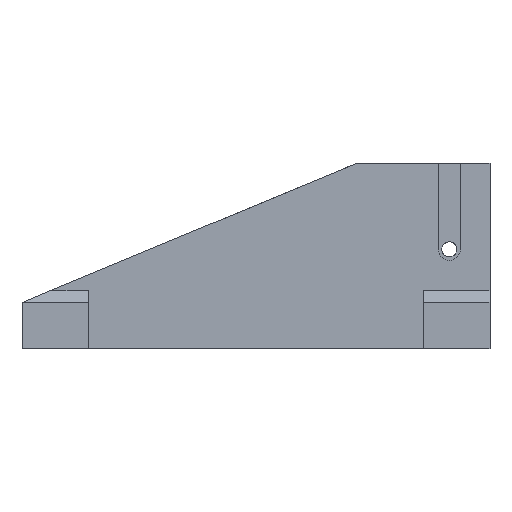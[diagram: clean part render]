
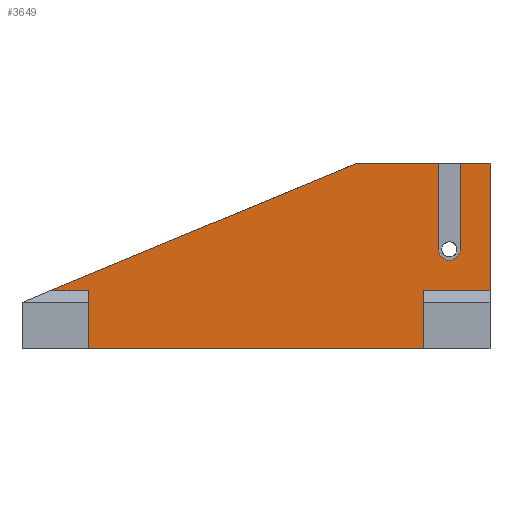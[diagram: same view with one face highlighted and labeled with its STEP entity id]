
A CAD part, front view. The second image highlights one B-rep face of the part: STEP entity #3649.
In plain terms, the highlighted planar face has unit normal (0, -1, 0).
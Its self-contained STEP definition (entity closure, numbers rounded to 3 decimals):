
#5 = ORIENTED_EDGE ( 'NONE', *, *, #3596, .F. ) ;
#6 = EDGE_CURVE ( 'NONE', #3582, #3727, #105, .T. ) ;
#95 = VERTEX_POINT ( 'NONE', #527 ) ;
#105 = LINE ( 'NONE', #106, #3219 ) ;
#106 = CARTESIAN_POINT ( 'NONE',  ( 2.725, -31.5, 15. ) ) ;
#107 = VERTEX_POINT ( 'NONE', #521 ) ;
#113 = EDGE_CURVE ( 'NONE', #3579, #107, #551, .T. ) ;
#143 = ORIENTED_EDGE ( 'NONE', *, *, #3673, .F. ) ;
#163 = ORIENTED_EDGE ( 'NONE', *, *, #3740, .F. ) ;
#521 = CARTESIAN_POINT ( 'NONE',  ( 10.5, -31.5, 28. ) ) ;
#527 = CARTESIAN_POINT ( 'NONE',  ( -9.5, -31.5, 28. ) ) ;
#544 = DIRECTION ( 'NONE',  ( 1., 0., 0. ) ) ;
#545 = VECTOR ( 'NONE', #544, 1000. ) ;
#546 = CARTESIAN_POINT ( 'NONE',  ( -60., -31.5, 28. ) ) ;
#551 = LINE ( 'NONE', #546, #545 ) ;
#623 = DIRECTION ( 'NONE',  ( 0., 0., 1. ) ) ;
#1402 = ORIENTED_EDGE ( 'NONE', *, *, #3707, .F. ) ;
#1627 = CARTESIAN_POINT ( 'NONE',  ( 2.725, -31.5, 15. ) ) ;
#1756 = CARTESIAN_POINT ( 'NONE',  ( 4.375, -31.5, 13.35 ) ) ;
#1766 = CIRCLE ( 'NONE', #1801, 1.65 ) ;
#1788 = CARTESIAN_POINT ( 'NONE',  ( 6.025, -31.5, 15. ) ) ;
#1798 = DIRECTION ( 'NONE',  ( 0., 0., -1. ) ) ;
#1799 = DIRECTION ( 'NONE',  ( 0., -1., 0. ) ) ;
#1800 = CARTESIAN_POINT ( 'NONE',  ( 4.375, -31.5, 15. ) ) ;
#1801 = AXIS2_PLACEMENT_3D ( 'NONE', #1800, #1799, #1798 ) ;
#1885 = LINE ( 'NONE', #1896, #1895 ) ;
#1895 = VECTOR ( 'NONE', #623, 1000. ) ;
#1896 = CARTESIAN_POINT ( 'NONE',  ( 6.025, -31.5, 28. ) ) ;
#2435 = CARTESIAN_POINT ( 'NONE',  ( -50., -31.5, 0. ) ) ;
#2439 = CARTESIAN_POINT ( 'NONE',  ( 6.025, -31.5, 28. ) ) ;
#2497 = CARTESIAN_POINT ( 'NONE',  ( 2.725, -31.5, 28. ) ) ;
#2502 = CARTESIAN_POINT ( 'NONE',  ( -60., -31.5, 0. ) ) ;
#2526 = DIRECTION ( 'NONE',  ( 1., 0., 0. ) ) ;
#2527 = VECTOR ( 'NONE', #2526, 1000. ) ;
#2528 = CARTESIAN_POINT ( 'NONE',  ( -60., -31.5, 28. ) ) ;
#2529 = LINE ( 'NONE', #2528, #2527 ) ;
#2532 = AXIS2_PLACEMENT_3D ( 'NONE', #2583, #2574, #2573 ) ;
#2542 = PLANE ( 'NONE',  #2532 ) ;
#2546 = CARTESIAN_POINT ( 'NONE',  ( -55.671, -31.5, 8.8 ) ) ;
#2549 = DIRECTION ( 'NONE',  ( 1., 0., 0. ) ) ;
#2550 = VECTOR ( 'NONE', #2549, 1000. ) ;
#2553 = LINE ( 'NONE', #2502, #2550 ) ;
#2559 = CARTESIAN_POINT ( 'NONE',  ( 0.5, -31.5, 0. ) ) ;
#2566 = LINE ( 'NONE', #2572, #2614 ) ;
#2567 = CARTESIAN_POINT ( 'NONE',  ( 10.5, -31.5, 28. ) ) ;
#2569 = DIRECTION ( 'NONE',  ( -0.923, 0., -0.384 ) ) ;
#2570 = VECTOR ( 'NONE', #2569, 1000. ) ;
#2571 = CARTESIAN_POINT ( 'NONE',  ( -9.5, -31.5, 28. ) ) ;
#2572 = CARTESIAN_POINT ( 'NONE',  ( -50., -31.5, 0. ) ) ;
#2573 = DIRECTION ( 'NONE',  ( 0., 0., 1. ) ) ;
#2574 = DIRECTION ( 'NONE',  ( 0., 1., 0. ) ) ;
#2577 = LINE ( 'NONE', #2571, #2570 ) ;
#2583 = CARTESIAN_POINT ( 'NONE',  ( -60., -31.5, 28. ) ) ;
#2590 = FACE_OUTER_BOUND ( 'NONE', #3672, .T. ) ;
#2601 = DIRECTION ( 'NONE',  ( 0., 0., 1. ) ) ;
#2602 = VECTOR ( 'NONE', #2601, 1000. ) ;
#2603 = CARTESIAN_POINT ( 'NONE',  ( 0.5, -31.5, 0. ) ) ;
#2606 = DIRECTION ( 'NONE',  ( 0., 0., -1. ) ) ;
#2607 = VECTOR ( 'NONE', #2606, 1000. ) ;
#2608 = CARTESIAN_POINT ( 'NONE',  ( -50., -31.5, 8.8 ) ) ;
#2609 = DIRECTION ( 'NONE',  ( 1., 0., 0. ) ) ;
#2610 = VECTOR ( 'NONE', #2609, 1000. ) ;
#2611 = CARTESIAN_POINT ( 'NONE',  ( -60., -31.5, 8.8 ) ) ;
#2612 = LINE ( 'NONE', #2611, #2610 ) ;
#2613 = DIRECTION ( 'NONE',  ( 0., 0., 1. ) ) ;
#2614 = VECTOR ( 'NONE', #2613, 1000. ) ;
#2619 = LINE ( 'NONE', #2567, #2607 ) ;
#2620 = LINE ( 'NONE', #2603, #2602 ) ;
#2626 = CARTESIAN_POINT ( 'NONE',  ( 10.5, -31.5, 8.8 ) ) ;
#2635 = DIRECTION ( 'NONE',  ( 1., 0., 0. ) ) ;
#2636 = VECTOR ( 'NONE', #2635, 1000. ) ;
#2638 = CARTESIAN_POINT ( 'NONE',  ( -60., -31.5, 8.8 ) ) ;
#2639 = LINE ( 'NONE', #2638, #2636 ) ;
#2650 = CARTESIAN_POINT ( 'NONE',  ( 0.5, -31.5, 8.8 ) ) ;
#2653 = CIRCLE ( 'NONE', #2699, 1.65 ) ;
#2665 = CARTESIAN_POINT ( 'NONE',  ( 4.375, -31.5, 15. ) ) ;
#2697 = DIRECTION ( 'NONE',  ( 0., 0., -1. ) ) ;
#2698 = DIRECTION ( 'NONE',  ( 0., -1., 0. ) ) ;
#2699 = AXIS2_PLACEMENT_3D ( 'NONE', #2665, #2698, #2697 ) ;
#3219 = VECTOR ( 'NONE', #3686, 1000. ) ;
#3226 = VERTEX_POINT ( 'NONE', #1756 ) ;
#3229 = EDGE_CURVE ( 'NONE', #3226, #3240, #1766, .T. ) ;
#3240 = VERTEX_POINT ( 'NONE', #1788 ) ;
#3572 = VERTEX_POINT ( 'NONE', #2435 ) ;
#3579 = VERTEX_POINT ( 'NONE', #2439 ) ;
#3582 = VERTEX_POINT ( 'NONE', #2497 ) ;
#3596 = EDGE_CURVE ( 'NONE', #95, #3582, #2529, .T. ) ;
#3622 = VERTEX_POINT ( 'NONE', #2559 ) ;
#3626 = EDGE_CURVE ( 'NONE', #3572, #3622, #2553, .T. ) ;
#3649 = ADVANCED_FACE ( 'NONE', ( #2590 ), #2542, .F. ) ;
#3650 = EDGE_CURVE ( 'NONE', #95, #3660, #2577, .T. ) ;
#3653 = ORIENTED_EDGE ( 'NONE', *, *, #3626, .T. ) ;
#3660 = VERTEX_POINT ( 'NONE', #2546 ) ;
#3663 = EDGE_CURVE ( 'NONE', #3572, #3675, #2566, .T. ) ;
#3664 = EDGE_CURVE ( 'NONE', #3660, #3675, #2612, .T. ) ;
#3665 = ORIENTED_EDGE ( 'NONE', *, *, #3664, .T. ) ;
#3666 = ORIENTED_EDGE ( 'NONE', *, *, #3650, .T. ) ;
#3668 = ORIENTED_EDGE ( 'NONE', *, *, #3674, .T. ) ;
#3670 = ORIENTED_EDGE ( 'NONE', *, *, #3663, .F. ) ;
#3672 = EDGE_LOOP ( 'NONE', ( #3666, #3665, #3670, #3653, #3668, #3696, #143, #3711, #1402, #3702, #163, #3726, #5 ) ) ;
#3673 = EDGE_CURVE ( 'NONE', #107, #3700, #2619, .T. ) ;
#3674 = EDGE_CURVE ( 'NONE', #3622, #3701, #2620, .T. ) ;
#3675 = VERTEX_POINT ( 'NONE', #2608 ) ;
#3686 = DIRECTION ( 'NONE',  ( 0., 0., -1. ) ) ;
#3690 = EDGE_CURVE ( 'NONE', #3701, #3700, #2639, .T. ) ;
#3696 = ORIENTED_EDGE ( 'NONE', *, *, #3690, .T. ) ;
#3700 = VERTEX_POINT ( 'NONE', #2626 ) ;
#3701 = VERTEX_POINT ( 'NONE', #2650 ) ;
#3702 = ORIENTED_EDGE ( 'NONE', *, *, #3229, .F. ) ;
#3707 = EDGE_CURVE ( 'NONE', #3240, #3579, #1885, .T. ) ;
#3711 = ORIENTED_EDGE ( 'NONE', *, *, #113, .F. ) ;
#3726 = ORIENTED_EDGE ( 'NONE', *, *, #6, .F. ) ;
#3727 = VERTEX_POINT ( 'NONE', #1627 ) ;
#3740 = EDGE_CURVE ( 'NONE', #3727, #3226, #2653, .T. ) ;
